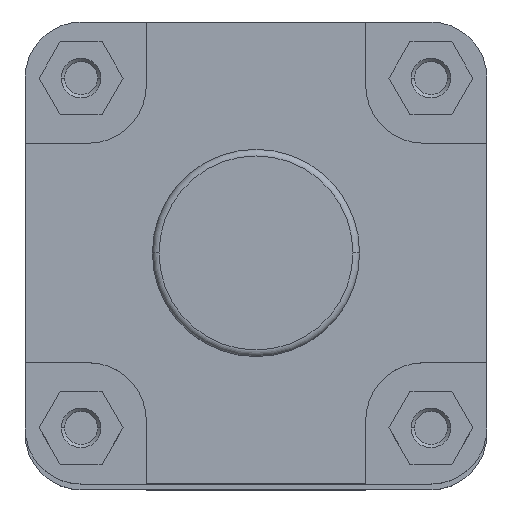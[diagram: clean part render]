
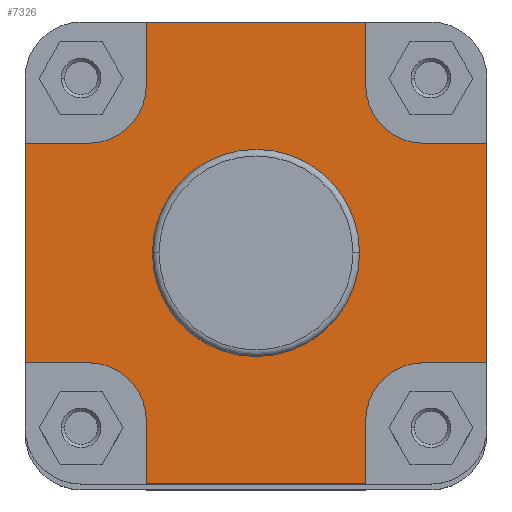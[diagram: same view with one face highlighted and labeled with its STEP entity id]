
A CAD part, top view. The second image highlights one B-rep face of the part: STEP entity #7326.
In plain terms, the highlighted planar face has unit normal (0, 0, 1).
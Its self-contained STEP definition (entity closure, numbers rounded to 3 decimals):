
#113 = CIRCLE ( 'NONE', #6584, 31.4 ) ;
#314 = CARTESIAN_POINT ( 'NONE',  ( 0., 31.4, -6. ) ) ;
#323 = PLANE ( 'NONE',  #6937 ) ;
#324 = DIRECTION ( 'NONE',  ( 0., 0., -1. ) ) ;
#325 = DIRECTION ( 'NONE',  ( -1., 0., 0. ) ) ;
#992 = EDGE_LOOP ( 'NONE', ( #1893, #1892, #1891, #1890, #1889, #1888, #1887, #1886, #1885, #1884, #1883, #1882, #1881, #1880, #1879, #1878 ) ) ;
#996 = EDGE_LOOP ( 'NONE', ( #1895, #1894 ) ) ;
#1878 = ORIENTED_EDGE ( 'NONE', *, *, #6337, .F. ) ;
#1879 = ORIENTED_EDGE ( 'NONE', *, *, #6325, .F. ) ;
#1880 = ORIENTED_EDGE ( 'NONE', *, *, #6327, .F. ) ;
#1881 = ORIENTED_EDGE ( 'NONE', *, *, #6062, .F. ) ;
#1882 = ORIENTED_EDGE ( 'NONE', *, *, #6447, .F. ) ;
#1883 = ORIENTED_EDGE ( 'NONE', *, *, #6320, .F. ) ;
#1884 = ORIENTED_EDGE ( 'NONE', *, *, #6267, .F. ) ;
#1885 = ORIENTED_EDGE ( 'NONE', *, *, #6489, .F. ) ;
#1886 = ORIENTED_EDGE ( 'NONE', *, *, #6372, .F. ) ;
#1887 = ORIENTED_EDGE ( 'NONE', *, *, #6240, .F. ) ;
#1888 = ORIENTED_EDGE ( 'NONE', *, *, #6340, .F. ) ;
#1889 = ORIENTED_EDGE ( 'NONE', *, *, #6450, .T. ) ;
#1890 = ORIENTED_EDGE ( 'NONE', *, *, #6075, .F. ) ;
#1891 = ORIENTED_EDGE ( 'NONE', *, *, #6273, .F. ) ;
#1892 = ORIENTED_EDGE ( 'NONE', *, *, #6452, .F. ) ;
#1893 = ORIENTED_EDGE ( 'NONE', *, *, #6148, .T. ) ;
#1894 = ORIENTED_EDGE ( 'NONE', *, *, #6033, .F. ) ;
#1895 = ORIENTED_EDGE ( 'NONE', *, *, #6121, .F. ) ;
#2233 = VECTOR ( 'NONE', #3264, 1000. ) ;
#2242 = VECTOR ( 'NONE', #3295, 1000. ) ;
#2245 = LINE ( 'NONE', #3292, #2242 ) ;
#2246 = LINE ( 'NONE', #3258, #2233 ) ;
#2342 = VERTEX_POINT ( 'NONE', #2732 ) ;
#2343 = VERTEX_POINT ( 'NONE', #2733 ) ;
#2345 = VERTEX_POINT ( 'NONE', #2735 ) ;
#2349 = VERTEX_POINT ( 'NONE', #2739 ) ;
#2351 = VERTEX_POINT ( 'NONE', #2741 ) ;
#2354 = VERTEX_POINT ( 'NONE', #2744 ) ;
#2357 = VERTEX_POINT ( 'NONE', #2747 ) ;
#2359 = VERTEX_POINT ( 'NONE', #2749 ) ;
#2362 = VERTEX_POINT ( 'NONE', #2752 ) ;
#2363 = VERTEX_POINT ( 'NONE', #2753 ) ;
#2367 = VERTEX_POINT ( 'NONE', #2757 ) ;
#2368 = VERTEX_POINT ( 'NONE', #2758 ) ;
#2370 = VERTEX_POINT ( 'NONE', #2760 ) ;
#2371 = VERTEX_POINT ( 'NONE', #2761 ) ;
#2374 = VERTEX_POINT ( 'NONE', #2764 ) ;
#2375 = VERTEX_POINT ( 'NONE', #2765 ) ;
#2508 = VERTEX_POINT ( 'NONE', #2898 ) ;
#2509 = VERTEX_POINT ( 'NONE', #2899 ) ;
#2732 = CARTESIAN_POINT ( 'NONE',  ( 33.25, -50.75, -6. ) ) ;
#2733 = CARTESIAN_POINT ( 'NONE',  ( 50.75, -33.25, -6. ) ) ;
#2735 = CARTESIAN_POINT ( 'NONE',  ( 70., -33.25, -6. ) ) ;
#2739 = CARTESIAN_POINT ( 'NONE',  ( -33.25, 50.75, -6. ) ) ;
#2741 = CARTESIAN_POINT ( 'NONE',  ( -33.25, 70., -6. ) ) ;
#2744 = CARTESIAN_POINT ( 'NONE',  ( -33.25, -70., -6. ) ) ;
#2747 = CARTESIAN_POINT ( 'NONE',  ( 33.25, -70., -6. ) ) ;
#2749 = CARTESIAN_POINT ( 'NONE',  ( 50.75, 33.25, -6. ) ) ;
#2752 = CARTESIAN_POINT ( 'NONE',  ( 70., 33.25, -6. ) ) ;
#2753 = CARTESIAN_POINT ( 'NONE',  ( 33.25, 70., -6. ) ) ;
#2757 = CARTESIAN_POINT ( 'NONE',  ( -50.75, -33.25, -6. ) ) ;
#2758 = CARTESIAN_POINT ( 'NONE',  ( -33.25, -50.75, -6. ) ) ;
#2760 = CARTESIAN_POINT ( 'NONE',  ( -70., -33.25, -6. ) ) ;
#2761 = CARTESIAN_POINT ( 'NONE',  ( -70., 33.25, -6. ) ) ;
#2764 = CARTESIAN_POINT ( 'NONE',  ( 33.25, 50.75, -6. ) ) ;
#2765 = CARTESIAN_POINT ( 'NONE',  ( -50.75, 33.25, -6. ) ) ;
#2898 = CARTESIAN_POINT ( 'NONE',  ( 31.4, 0., -6. ) ) ;
#2899 = CARTESIAN_POINT ( 'NONE',  ( -31.4, 0., -6. ) ) ;
#3194 = CARTESIAN_POINT ( 'NONE',  ( 0., 0., -6. ) ) ;
#3196 = DIRECTION ( 'NONE',  ( 0., 0., 1. ) ) ;
#3197 = DIRECTION ( 'NONE',  ( 1., 0., 0. ) ) ;
#3258 = CARTESIAN_POINT ( 'NONE',  ( 0., 70., -6. ) ) ;
#3264 = DIRECTION ( 'NONE',  ( 1., 0., 0. ) ) ;
#3292 = CARTESIAN_POINT ( 'NONE',  ( -33.25, -50.75, -6. ) ) ;
#3295 = DIRECTION ( 'NONE',  ( 0., 1., 0. ) ) ;
#3404 = CARTESIAN_POINT ( 'NONE',  ( 0., 0., -6. ) ) ;
#3407 = DIRECTION ( 'NONE',  ( 0., 0., 1. ) ) ;
#3408 = DIRECTION ( 'NONE',  ( 1., 0., 0. ) ) ;
#3471 = CARTESIAN_POINT ( 'NONE',  ( -70., -154.141, -6. ) ) ;
#3472 = DIRECTION ( 'NONE',  ( 0., -1., 0. ) ) ;
#3754 = CIRCLE ( 'NONE', #6630, 17.5 ) ;
#3785 = VECTOR ( 'NONE', #4780, 1000. ) ;
#3790 = LINE ( 'NONE', #4774, #3785 ) ;
#3802 = CIRCLE ( 'NONE', #6648, 17.5 ) ;
#3881 = CIRCLE ( 'NONE', #6662, 17.5 ) ;
#3884 = LINE ( 'NONE', #4921, #3888 ) ;
#3888 = VECTOR ( 'NONE', #4922, 1000. ) ;
#3889 = CIRCLE ( 'NONE', #6666, 17.5 ) ;
#3905 = LINE ( 'NONE', #4944, #3906 ) ;
#3906 = VECTOR ( 'NONE', #4945, 1000. ) ;
#3909 = LINE ( 'NONE', #4943, #3911 ) ;
#3911 = VECTOR ( 'NONE', #4953, 1000. ) ;
#3964 = LINE ( 'NONE', #5026, #3965 ) ;
#3965 = VECTOR ( 'NONE', #5027, 1000. ) ;
#4080 = LINE ( 'NONE', #5200, #4088 ) ;
#4088 = VECTOR ( 'NONE', #5201, 1000. ) ;
#4096 = LINE ( 'NONE', #5206, #4097 ) ;
#4097 = VECTOR ( 'NONE', #5207, 1000. ) ;
#4100 = LINE ( 'NONE', #5210, #4101 ) ;
#4101 = VECTOR ( 'NONE', #5211, 1000. ) ;
#4150 = LINE ( 'NONE', #5300, #4156 ) ;
#4156 = VECTOR ( 'NONE', #5301, 1000. ) ;
#4559 = FACE_OUTER_BOUND ( 'NONE', #992, .T. ) ;
#4561 = FACE_BOUND ( 'NONE', #996, .T. ) ;
#4700 = CARTESIAN_POINT ( 'NONE',  ( 50.75, -50.75, -6. ) ) ;
#4709 = DIRECTION ( 'NONE',  ( 0., 0., 1. ) ) ;
#4710 = DIRECTION ( 'NONE',  ( -1., 0., 0. ) ) ;
#4774 = CARTESIAN_POINT ( 'NONE',  ( 70., 33.25, -6. ) ) ;
#4780 = DIRECTION ( 'NONE',  ( 1., 0., 0. ) ) ;
#4784 = CARTESIAN_POINT ( 'NONE',  ( -50.75, -50.75, -6. ) ) ;
#4795 = DIRECTION ( 'NONE',  ( 0., 0., 1. ) ) ;
#4796 = DIRECTION ( 'NONE',  ( -1., 0., 0. ) ) ;
#4901 = CARTESIAN_POINT ( 'NONE',  ( 50.75, 50.75, -6. ) ) ;
#4903 = DIRECTION ( 'NONE',  ( 0., 0., 1. ) ) ;
#4904 = DIRECTION ( 'NONE',  ( -1., 0., 0. ) ) ;
#4907 = CARTESIAN_POINT ( 'NONE',  ( -50.75, 50.75, -6. ) ) ;
#4916 = DIRECTION ( 'NONE',  ( 0., 0., 1. ) ) ;
#4917 = DIRECTION ( 'NONE',  ( -1., 0., 0. ) ) ;
#4921 = CARTESIAN_POINT ( 'NONE',  ( -33.25, 70., -6. ) ) ;
#4922 = DIRECTION ( 'NONE',  ( 0., 1., 0. ) ) ;
#4943 = CARTESIAN_POINT ( 'NONE',  ( 33.25, -70., -6. ) ) ;
#4944 = CARTESIAN_POINT ( 'NONE',  ( -50.75, 33.25, -6. ) ) ;
#4945 = DIRECTION ( 'NONE',  ( 1., 0., 0. ) ) ;
#4953 = DIRECTION ( 'NONE',  ( 0., -1., 0. ) ) ;
#5026 = CARTESIAN_POINT ( 'NONE',  ( 50.75, -33.25, -6. ) ) ;
#5027 = DIRECTION ( 'NONE',  ( -1., 0., 0. ) ) ;
#5200 = CARTESIAN_POINT ( 'NONE',  ( 33.25, 50.75, -6. ) ) ;
#5201 = DIRECTION ( 'NONE',  ( 0., -1., 0. ) ) ;
#5206 = CARTESIAN_POINT ( 'NONE',  ( 0., -70., -6. ) ) ;
#5207 = DIRECTION ( 'NONE',  ( 1., 0., 0. ) ) ;
#5210 = CARTESIAN_POINT ( 'NONE',  ( -70., -33.25, -6. ) ) ;
#5211 = DIRECTION ( 'NONE',  ( -1., 0., 0. ) ) ;
#5300 = CARTESIAN_POINT ( 'NONE',  ( 70., -154.141, -6. ) ) ;
#5301 = DIRECTION ( 'NONE',  ( 0., -1., 0. ) ) ;
#5918 = LINE ( 'NONE', #3471, #5946 ) ;
#5946 = VECTOR ( 'NONE', #3472, 1000. ) ;
#6033 = EDGE_CURVE ( 'NONE', #2509, #2508, #7447, .T. ) ;
#6062 = EDGE_CURVE ( 'NONE', #2351, #2363, #2246, .T. ) ;
#6075 = EDGE_CURVE ( 'NONE', #2354, #2368, #2245, .T. ) ;
#6121 = EDGE_CURVE ( 'NONE', #2508, #2509, #113, .T. ) ;
#6148 = EDGE_CURVE ( 'NONE', #2371, #2370, #5918, .T. ) ;
#6240 = EDGE_CURVE ( 'NONE', #2343, #2342, #3754, .T. ) ;
#6267 = EDGE_CURVE ( 'NONE', #2359, #2362, #3790, .T. ) ;
#6273 = EDGE_CURVE ( 'NONE', #2368, #2367, #3802, .T. ) ;
#6320 = EDGE_CURVE ( 'NONE', #2374, #2359, #3881, .T. ) ;
#6325 = EDGE_CURVE ( 'NONE', #2375, #2349, #3889, .T. ) ;
#6327 = EDGE_CURVE ( 'NONE', #2349, #2351, #3884, .T. ) ;
#6337 = EDGE_CURVE ( 'NONE', #2371, #2375, #3905, .T. ) ;
#6340 = EDGE_CURVE ( 'NONE', #2342, #2357, #3909, .T. ) ;
#6372 = EDGE_CURVE ( 'NONE', #2345, #2343, #3964, .T. ) ;
#6447 = EDGE_CURVE ( 'NONE', #2363, #2374, #4080, .T. ) ;
#6450 = EDGE_CURVE ( 'NONE', #2354, #2357, #4096, .T. ) ;
#6452 = EDGE_CURVE ( 'NONE', #2367, #2370, #4100, .T. ) ;
#6489 = EDGE_CURVE ( 'NONE', #2362, #2345, #4150, .T. ) ;
#6552 = AXIS2_PLACEMENT_3D ( 'NONE', #3194, #3196, #3197 ) ;
#6584 = AXIS2_PLACEMENT_3D ( 'NONE', #3404, #3407, #3408 ) ;
#6630 = AXIS2_PLACEMENT_3D ( 'NONE', #4700, #4709, #4710 ) ;
#6648 = AXIS2_PLACEMENT_3D ( 'NONE', #4784, #4795, #4796 ) ;
#6662 = AXIS2_PLACEMENT_3D ( 'NONE', #4901, #4903, #4904 ) ;
#6666 = AXIS2_PLACEMENT_3D ( 'NONE', #4907, #4916, #4917 ) ;
#6937 = AXIS2_PLACEMENT_3D ( 'NONE', #314, #324, #325 ) ;
#7326 = ADVANCED_FACE ( 'NONE', ( #4561, #4559 ), #323, .F. ) ;
#7447 = CIRCLE ( 'NONE', #6552, 31.4 ) ;
